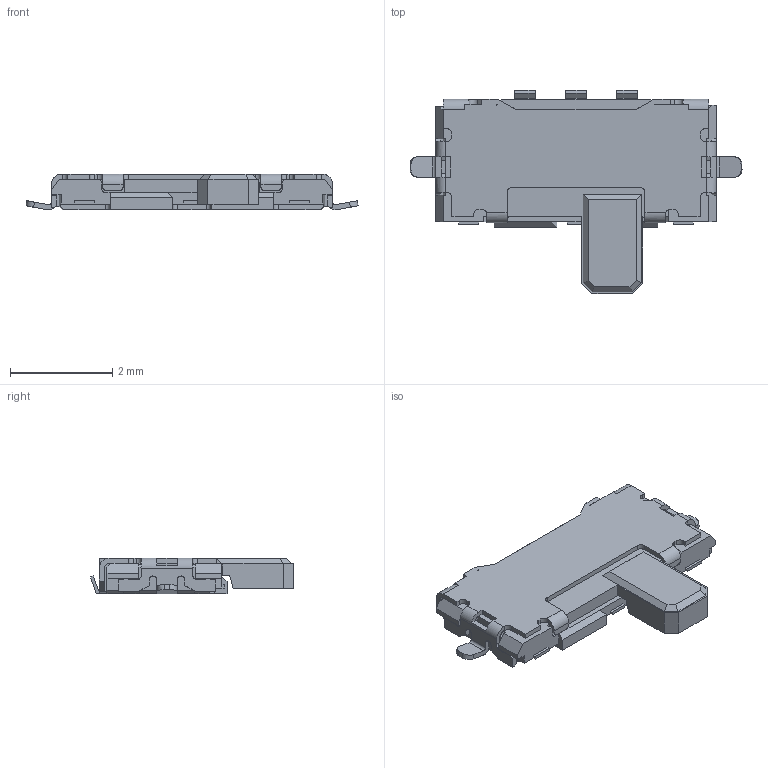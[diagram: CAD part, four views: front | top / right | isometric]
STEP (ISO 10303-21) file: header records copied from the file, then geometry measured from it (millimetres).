
FILE_DESCRIPTION (( 'STEP AP214' ), '1' );
FILE_NAME ('SSAJ120100.STEP', '2011-04-22T06:12:21', ( ' ' ), ( '' ), 'SwSTEP 2.0', 'SolidWorks 2007', '' );
FILE_SCHEMA (( 'AUTOMOTIVE_DESIGN' ));
Length unit declared in the file: millimetre
Products named in the file (1): SSAJ120100
Bounding box: 6.5 x 3.98 x 0.7 mm (x, y, z)
Surface area: 50.4 mm2 (no closed solid volume)
Topology: 0 solids, 3 shells, 412 faces, 1183 edges, 771 vertices
Faces by surface type: plane 318, cylinder 82, cone 12
Entity records: 18151 total; most frequent: CARTESIAN_POINT 3193, ORIENTED_EDGE 2360, DIRECTION 1846, EDGE_CURVE 1183, VECTOR 916, LINE 916, VERTEX_POINT 771, AXIS2_PLACEMENT_3D 465
